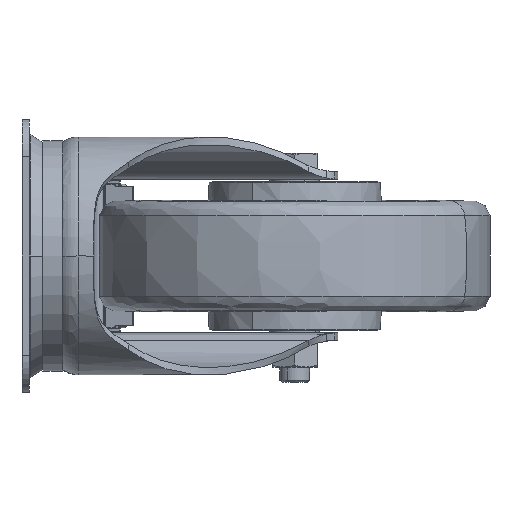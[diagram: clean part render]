
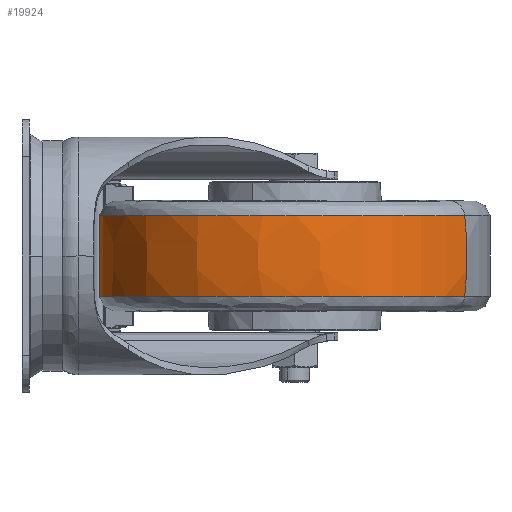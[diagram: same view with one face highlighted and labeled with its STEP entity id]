
A CAD part, left-side view. The second image highlights one B-rep face of the part: STEP entity #19924.
In plain terms, the highlighted free-form (B-spline) face has degree [3, 3] with [4, 4] control points.
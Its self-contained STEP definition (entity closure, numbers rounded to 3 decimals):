
#733 = CARTESIAN_POINT ( 'NONE',  ( 14.375, -179.966, -5.47 ) ) ;
#2160 = CIRCLE ( 'NONE', #13724, 78.787 ) ;
#4071 = CIRCLE ( 'NONE', #65539, 110. ) ;
#5927 = CARTESIAN_POINT ( 'NONE',  ( 93.625, -40.034, 5.47 ) ) ;
#7110 = CARTESIAN_POINT ( 'NONE',  ( -125.556, -100.716, -5.47 ) ) ;
#9348 = VERTEX_POINT ( 'NONE', #22512 ) ;
#11273 = EDGE_CURVE ( 'NONE', #71513, #26107, #32713, .T. ) ;
#12736 = CARTESIAN_POINT ( 'NONE',  ( 15.173, -178.556, 16.289 ) ) ;
#13530 = CARTESIAN_POINT ( 'NONE',  ( -121.939, -100.903, -16.289 ) ) ;
#13724 = AXIS2_PLACEMENT_3D ( 'NONE', #37851, #73550, #74733 ) ;
#16135 = AXIS2_PLACEMENT_3D ( 'NONE', #71395, #16817, #27937 ) ;
#16817 = DIRECTION ( 'NONE',  ( -0.87, 0.493, 0. ) ) ;
#17203 = CARTESIAN_POINT ( 'NONE',  ( 39.216, -136.104, 0. ) ) ;
#17996 = DIRECTION ( 'NONE',  ( 0.87, -0.493, 0. ) ) ;
#19383 = DIRECTION ( 'NONE',  ( -0.493, -0.87, 0. ) ) ;
#19426 = EDGE_LOOP ( 'NONE', ( #39131, #60978, #48831, #54026 ) ) ;
#19924 = ADVANCED_FACE ( 'NONE', ( #54855 ), #30979, .T. ) ;
#22512 = CARTESIAN_POINT ( 'NONE',  ( 92.827, -41.444, -16.289 ) ) ;
#24681 = CARTESIAN_POINT ( 'NONE',  ( -125.556, -100.716, 5.47 ) ) ;
#25856 = CARTESIAN_POINT ( 'NONE',  ( -46.307, 39.215, 5.47 ) ) ;
#26107 = VERTEX_POINT ( 'NONE', #40701 ) ;
#27937 = DIRECTION ( 'NONE',  ( -0.493, -0.87, 0. ) ) ;
#29903 = DIRECTION ( 'NONE',  ( 0.493, 0.87, 0. ) ) ;
#30979 =( BOUNDED_SURFACE ( )  B_SPLINE_SURFACE ( 3, 3, ( 
 ( #36393, #13530, #43189, #48824 ),
 ( #733, #7110, #37583, #56430 ),
 ( #67698, #24681, #25856, #5927 ),
 ( #12736, #74079, #56038, #68103 ) ),
 .UNSPECIFIED., .F., .F., .F. ) 
 B_SPLINE_SURFACE_WITH_KNOTS ( ( 4, 4 ),
 ( 4, 4 ),
 ( 0., 1. ),
 ( 0., 1. ),
 .UNSPECIFIED. ) 
 GEOMETRIC_REPRESENTATION_ITEM ( )  RATIONAL_B_SPLINE_SURFACE ( (
 ( 1., 0.333, 0.333, 1.),
 ( 0.993, 0.331, 0.331, 0.993),
 ( 0.993, 0.331, 0.331, 0.993),
 ( 1., 0.333, 0.333, 1.) ) ) 
 REPRESENTATION_ITEM ( '' )  SURFACE ( )  );
#31322 = CARTESIAN_POINT ( 'NONE',  ( 54., -110., 16.289 ) ) ;
#32713 = CIRCLE ( 'NONE', #16135, 110. ) ;
#36393 = CARTESIAN_POINT ( 'NONE',  ( 15.173, -178.556, -16.289 ) ) ;
#37583 = CARTESIAN_POINT ( 'NONE',  ( -46.307, 39.215, -5.47 ) ) ;
#37851 = CARTESIAN_POINT ( 'NONE',  ( 54., -110., -16.289 ) ) ;
#38362 = CIRCLE ( 'NONE', #57583, 78.787 ) ;
#39131 = ORIENTED_EDGE ( 'NONE', *, *, #46500, .F. ) ;
#39421 = EDGE_CURVE ( 'NONE', #9348, #71513, #2160, .T. ) ;
#40701 = CARTESIAN_POINT ( 'NONE',  ( 15.173, -178.556, 16.289 ) ) ;
#43189 = CARTESIAN_POINT ( 'NONE',  ( -44.286, 36.209, -16.289 ) ) ;
#44450 = EDGE_CURVE ( 'NONE', #26107, #61657, #38362, .T. ) ;
#46500 = EDGE_CURVE ( 'NONE', #9348, #61657, #4071, .T. ) ;
#48824 = CARTESIAN_POINT ( 'NONE',  ( 92.827, -41.444, -16.289 ) ) ;
#48831 = ORIENTED_EDGE ( 'NONE', *, *, #11273, .T. ) ;
#52748 = CARTESIAN_POINT ( 'NONE',  ( 92.827, -41.444, 16.289 ) ) ;
#54026 = ORIENTED_EDGE ( 'NONE', *, *, #44450, .T. ) ;
#54855 = FACE_OUTER_BOUND ( 'NONE', #19426, .T. ) ;
#55874 = DIRECTION ( 'NONE',  ( 0., 0., -1. ) ) ;
#56038 = CARTESIAN_POINT ( 'NONE',  ( -44.286, 36.209, 16.289 ) ) ;
#56430 = CARTESIAN_POINT ( 'NONE',  ( 93.625, -40.034, -5.47 ) ) ;
#57583 = AXIS2_PLACEMENT_3D ( 'NONE', #31322, #55874, #19383 ) ;
#60978 = ORIENTED_EDGE ( 'NONE', *, *, #39421, .T. ) ;
#61657 = VERTEX_POINT ( 'NONE', #52748 ) ;
#65539 = AXIS2_PLACEMENT_3D ( 'NONE', #17203, #17996, #29903 ) ;
#67698 = CARTESIAN_POINT ( 'NONE',  ( 14.375, -179.966, 5.47 ) ) ;
#68103 = CARTESIAN_POINT ( 'NONE',  ( 92.827, -41.444, 16.289 ) ) ;
#71395 = CARTESIAN_POINT ( 'NONE',  ( 68.784, -83.896, 0. ) ) ;
#71513 = VERTEX_POINT ( 'NONE', #73225 ) ;
#73225 = CARTESIAN_POINT ( 'NONE',  ( 15.173, -178.556, -16.289 ) ) ;
#73550 = DIRECTION ( 'NONE',  ( 0., 0., 1. ) ) ;
#74079 = CARTESIAN_POINT ( 'NONE',  ( -121.939, -100.903, 16.289 ) ) ;
#74733 = DIRECTION ( 'NONE',  ( -0.493, -0.87, 0. ) ) ;
